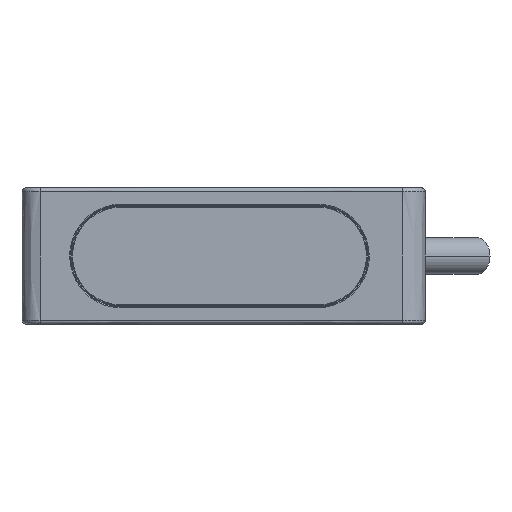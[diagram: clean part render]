
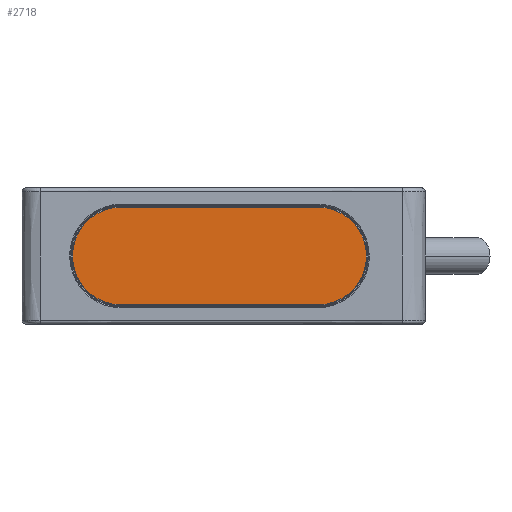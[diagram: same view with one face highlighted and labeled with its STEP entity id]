
A CAD part, left-side view. The second image highlights one B-rep face of the part: STEP entity #2718.
In plain terms, the highlighted planar face has unit normal (-1, 0, 0).
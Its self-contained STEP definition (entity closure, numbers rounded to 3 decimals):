
#711 = CARTESIAN_POINT ( 'NONE',  ( -70.549, 30.599, 100.004 ) ) ;
#990 = FACE_OUTER_BOUND ( 'NONE', #3158, .T. ) ;
#1315 = AXIS2_PLACEMENT_3D ( 'NONE', #711, #17869, #9218 ) ;
#1713 = EDGE_CURVE ( 'NONE', #4260, #13489, #5052, .T. ) ;
#2312 = EDGE_CURVE ( 'NONE', #12111, #4260, #7743, .T. ) ;
#2398 = AXIS2_PLACEMENT_3D ( 'NONE', #12533, #12594, #5497 ) ;
#2679 = EDGE_CURVE ( 'NONE', #16062, #12111, #14055, .T. ) ;
#2714 = ORIENTED_EDGE ( 'NONE', *, *, #2312, .T. ) ;
#2718 = ADVANCED_FACE ( 'NONE', ( #990 ), #16988, .T. ) ;
#3158 = EDGE_LOOP ( 'NONE', ( #13337, #2714, #10820, #6073 ) ) ;
#3411 = CARTESIAN_POINT ( 'NONE',  ( -70.549, 30.599, 105.387 ) ) ;
#3842 = CARTESIAN_POINT ( 'NONE',  ( -70.549, 8.979, 105.387 ) ) ;
#4260 = VERTEX_POINT ( 'NONE', #3411 ) ;
#4372 = CARTESIAN_POINT ( 'NONE',  ( -70.549, 8.979, 105.387 ) ) ;
#5052 = CIRCLE ( 'NONE', #1315, 5.383 ) ;
#5497 = DIRECTION ( 'NONE',  ( 0., 0., 1. ) ) ;
#6073 = ORIENTED_EDGE ( 'NONE', *, *, #18465, .T. ) ;
#6761 = CARTESIAN_POINT ( 'NONE',  ( -70.549, 8.979, 100.004 ) ) ;
#6850 = DIRECTION ( 'NONE',  ( 0., -1., 0. ) ) ;
#7743 = LINE ( 'NONE', #4372, #10915 ) ;
#8630 = CARTESIAN_POINT ( 'NONE',  ( -70.549, 30.599, 94.621 ) ) ;
#9218 = DIRECTION ( 'NONE',  ( 0., 0., 1. ) ) ;
#10231 = DIRECTION ( 'NONE',  ( 0., 1., 0. ) ) ;
#10283 = CARTESIAN_POINT ( 'NONE',  ( -70.549, 8.979, 94.621 ) ) ;
#10820 = ORIENTED_EDGE ( 'NONE', *, *, #1713, .T. ) ;
#10915 = VECTOR ( 'NONE', #10231, 1000. ) ;
#12111 = VERTEX_POINT ( 'NONE', #3842 ) ;
#12533 = CARTESIAN_POINT ( 'NONE',  ( -70.549, 8.979, 100.004 ) ) ;
#12594 = DIRECTION ( 'NONE',  ( -1., 0., 0. ) ) ;
#12759 = CARTESIAN_POINT ( 'NONE',  ( -70.549, 8.979, 94.621 ) ) ;
#12770 = VECTOR ( 'NONE', #6850, 1000. ) ;
#13337 = ORIENTED_EDGE ( 'NONE', *, *, #2679, .T. ) ;
#13489 = VERTEX_POINT ( 'NONE', #8630 ) ;
#14055 = CIRCLE ( 'NONE', #2398, 5.383 ) ;
#16062 = VERTEX_POINT ( 'NONE', #10283 ) ;
#16637 = LINE ( 'NONE', #12759, #12770 ) ;
#16988 = PLANE ( 'NONE',  #17537 ) ;
#17045 = DIRECTION ( 'NONE',  ( 0., 0., 1. ) ) ;
#17537 = AXIS2_PLACEMENT_3D ( 'NONE', #6761, #18413, #17045 ) ;
#17869 = DIRECTION ( 'NONE',  ( -1., 0., 0. ) ) ;
#18413 = DIRECTION ( 'NONE',  ( -1., 0., 0. ) ) ;
#18465 = EDGE_CURVE ( 'NONE', #13489, #16062, #16637, .T. ) ;
